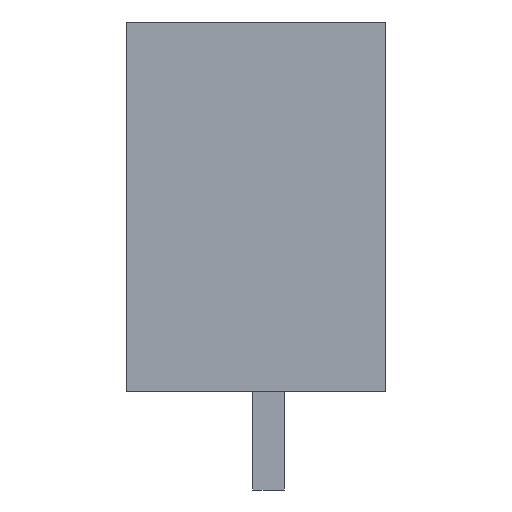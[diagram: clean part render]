
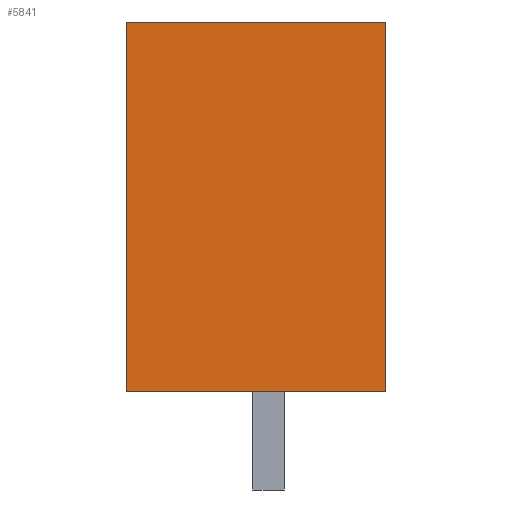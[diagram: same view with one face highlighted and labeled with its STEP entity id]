
A CAD part, left-side view. The second image highlights one B-rep face of the part: STEP entity #5841.
In plain terms, the highlighted planar face has unit normal (-1, 0, 0).
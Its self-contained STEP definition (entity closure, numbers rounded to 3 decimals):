
#5821=AXIS2_PLACEMENT_3D('Plane Axis2P3D',#5818,#5819,#5820) ;
#1522=CARTESIAN_POINT('Vertex',(0.,0.,3.2)) ;
#1525=CARTESIAN_POINT('Line Origine',(0.,4.215,3.2)) ;
#1529=CARTESIAN_POINT('Vertex',(0.,8.43,3.2)) ;
#5651=CARTESIAN_POINT('Line Origine',(0.,0.,9.2)) ;
#5655=CARTESIAN_POINT('Vertex',(0.,0.,15.2)) ;
#5818=CARTESIAN_POINT('Axis2P3D Location',(0.,8.43,15.2)) ;
#5823=CARTESIAN_POINT('Line Origine',(0.,4.215,15.2)) ;
#5827=CARTESIAN_POINT('Vertex',(0.,8.43,15.2)) ;
#5830=CARTESIAN_POINT('Line Origine',(0.,8.43,9.2)) ;
#1526=DIRECTION('Vector Direction',(0.,-1.,0.)) ;
#5652=DIRECTION('Vector Direction',(0.,0.,-1.)) ;
#5819=DIRECTION('Axis2P3D Direction',(-1.,0.,0.)) ;
#5820=DIRECTION('Axis2P3D XDirection',(0.,0.,1.)) ;
#5824=DIRECTION('Vector Direction',(0.,-1.,0.)) ;
#5831=DIRECTION('Vector Direction',(0.,0.,-1.)) ;
#1527=VECTOR('Line Direction',#1526,1.) ;
#5653=VECTOR('Line Direction',#5652,1.) ;
#5825=VECTOR('Line Direction',#5824,1.) ;
#5832=VECTOR('Line Direction',#5831,1.) ;
#5836=ORIENTED_EDGE('',*,*,#5829,.F.) ;
#5837=ORIENTED_EDGE('',*,*,#5834,.T.) ;
#5838=ORIENTED_EDGE('',*,*,#1531,.T.) ;
#5839=ORIENTED_EDGE('',*,*,#5657,.F.) ;
#5841=ADVANCED_FACE('HOUSING',(#5840),#5822,.T.) ;
#1531=EDGE_CURVE('',#1530,#1523,#1528,.T.) ;
#5657=EDGE_CURVE('',#5656,#1523,#5654,.T.) ;
#5829=EDGE_CURVE('',#5828,#5656,#5826,.T.) ;
#5834=EDGE_CURVE('',#5828,#1530,#5833,.T.) ;
#5835=EDGE_LOOP('',(#5836,#5837,#5838,#5839)) ;
#5840=FACE_OUTER_BOUND('',#5835,.T.) ;
#1528=LINE('Line',#1525,#1527) ;
#5654=LINE('Line',#5651,#5653) ;
#5826=LINE('Line',#5823,#5825) ;
#5833=LINE('Line',#5830,#5832) ;
#5822=PLANE('',#5821) ;
#1523=VERTEX_POINT('',#1522) ;
#1530=VERTEX_POINT('',#1529) ;
#5656=VERTEX_POINT('',#5655) ;
#5828=VERTEX_POINT('',#5827) ;
